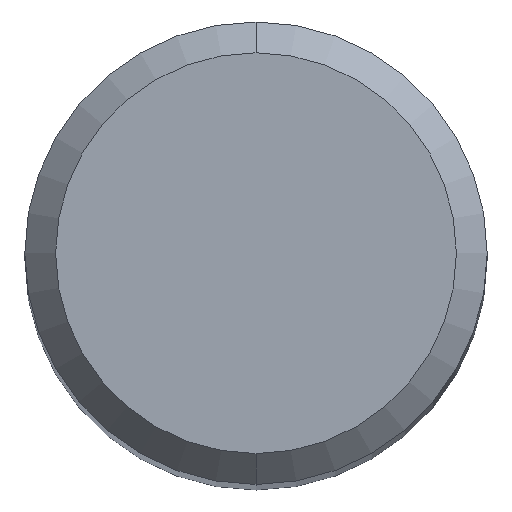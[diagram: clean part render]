
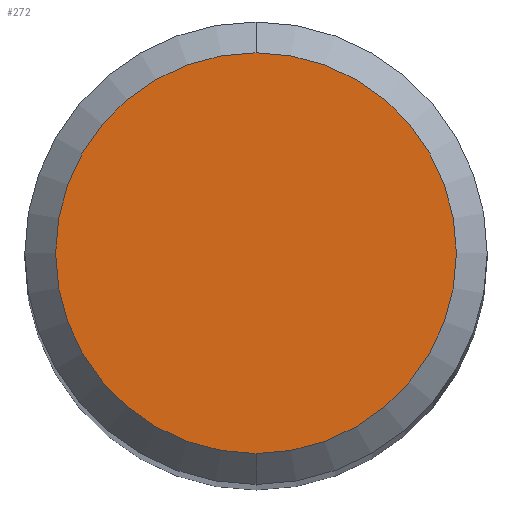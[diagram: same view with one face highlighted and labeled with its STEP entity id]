
A CAD part, top view. The second image highlights one B-rep face of the part: STEP entity #272.
In plain terms, the highlighted planar face has unit normal (0, 0, 1).
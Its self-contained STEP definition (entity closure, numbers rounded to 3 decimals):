
#272=ADVANCED_FACE('',(#582),#583,.T.);
#280=EDGE_CURVE('',#430,#438,#591,.T.);
#374=EDGE_CURVE('',#438,#430,#699,.T.);
#430=VERTEX_POINT('',#761);
#438=VERTEX_POINT('',#769);
#582=FACE_OUTER_BOUND('',#1026,.T.);
#583=PLANE('',#1027);
#591=CIRCLE('',#1043,2.6);
#699=CIRCLE('',#1195,2.6);
#761=CARTESIAN_POINT('',(0.0,2.6,0.0));
#769=CARTESIAN_POINT('',(0.,-2.6,0.0));
#1026=EDGE_LOOP('',(#1540,#1541));
#1027=AXIS2_PLACEMENT_3D('',#1542,#1543,#1544);
#1043=AXIS2_PLACEMENT_3D('',#1548,#1549,#1550);
#1195=AXIS2_PLACEMENT_3D('',#1688,#1689,#1690);
#1540=ORIENTED_EDGE('',*,*,#280,.F.);
#1541=ORIENTED_EDGE('',*,*,#374,.F.);
#1542=CARTESIAN_POINT('',(0.0,1.3,0.0));
#1543=DIRECTION('',(-0.0,0.0,1.0));
#1544=DIRECTION('',(0.0,-1.0,0.0));
#1548=CARTESIAN_POINT('',(0.0,0.0,0.0));
#1549=DIRECTION('',(0.0,0.0,-1.0));
#1550=DIRECTION('',(0.0,1.0,0.0));
#1688=CARTESIAN_POINT('',(0.0,0.0,0.0));
#1689=DIRECTION('',(0.0,0.0,-1.0));
#1690=DIRECTION('',(0.0,1.0,0.0));
